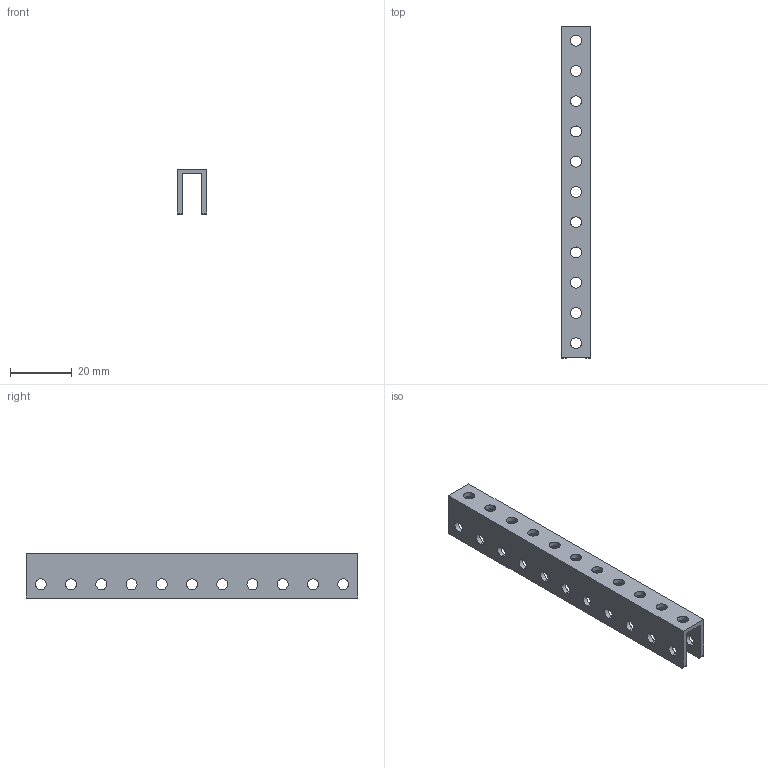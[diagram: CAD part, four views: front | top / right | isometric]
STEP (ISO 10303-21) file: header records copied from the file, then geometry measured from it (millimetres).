
FILE_DESCRIPTION (( 'STEP AP203' ), '1' );
FILE_NAME ('585386.STEP', '2014-07-14T19:34:55', ( 'Kyle' ), ( 'Microsoft' ), 'SwSTEP 2.0', 'SolidWorks 2014', '' );
FILE_SCHEMA (( 'CONFIG_CONTROL_DESIGN' ));
Length unit declared in the file: inch
Products named in the file (1): 585386
Bounding box: 9.4 x 107.31 x 14.86 mm (x, y, z)
Volume: 5398.9 mm3; surface area: 8082.3 mm2
Topology: 1 solids, 1 shells, 80 faces, 234 edges, 156 vertices
Faces by surface type: cylinder 70, plane 10
Entity records: 2949 total; most frequent: DIRECTION 536, CARTESIAN_POINT 471, ORIENTED_EDGE 468, EDGE_CURVE 234, AXIS2_PLACEMENT_3D 221, VERTEX_POINT 156, EDGE_LOOP 146, CIRCLE 140
